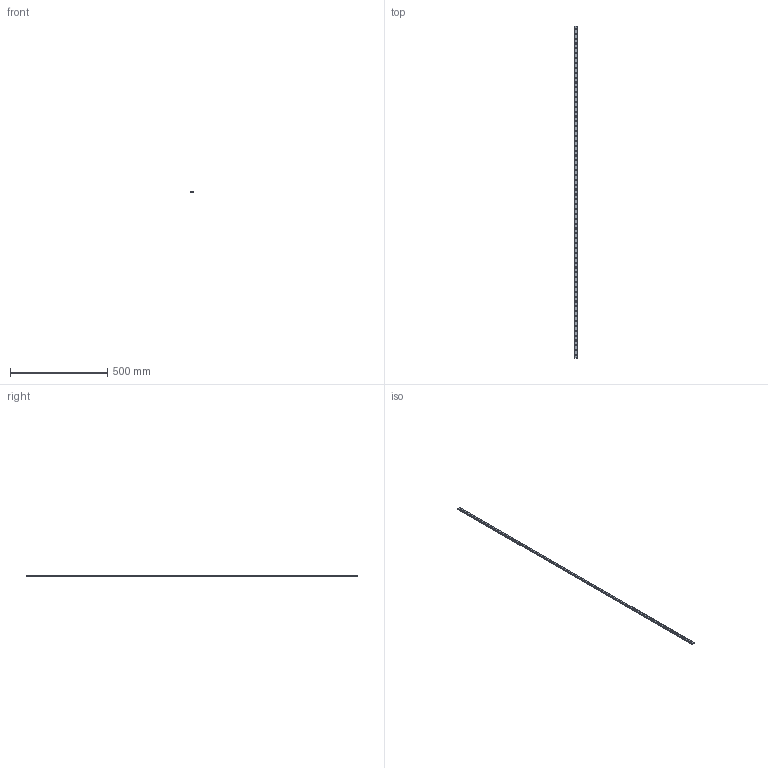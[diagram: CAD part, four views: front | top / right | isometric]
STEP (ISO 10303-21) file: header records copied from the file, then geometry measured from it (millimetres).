
FILE_DESCRIPTION(('STEP AP214'),'1');
FILE_NAME('cctmp_2306A955-D8E4-4195-8EF7-C83898B83C9E_2021_02_19_11_28_02_0738..stp','2021-02-19T10:28:03',('HIWIN GmbH'),('CADClick - www.CADClick.com'),'Spatial InterOp 3D',' ','unknown authorization');
FILE_SCHEMA(('AUTOMOTIVE_DESIGN'));
Length unit declared in the file: millimetre
Products named in the file (1): MGNR12R1705CM_FILE
Bounding box: 12 x 1705 x 8 mm (x, y, z)
Volume: 146057 mm3; surface area: 84747.1 mm2
Topology: 1 solids, 1 shells, 707 faces, 1491 edges, 994 vertices
Faces by surface type: cylinder 424, plane 283
Entity records: 25033 total; most frequent: DIRECTION 3755, CARTESIAN_POINT 3193, ORIENTED_EDGE 2982, AXIS2_PLACEMENT_3D 1556, EDGE_CURVE 1491, VERTEX_POINT 994, EDGE_LOOP 915, CIRCLE 848
